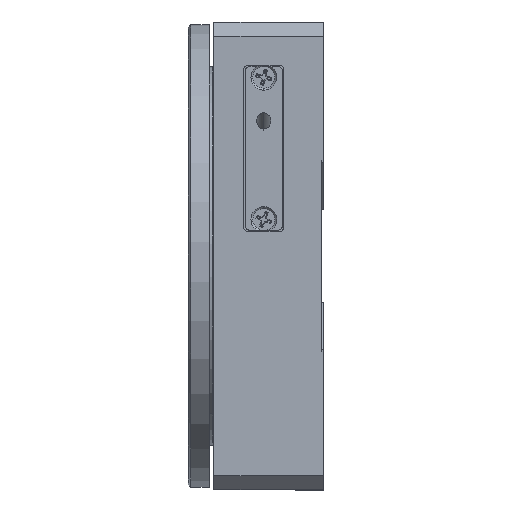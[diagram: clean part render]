
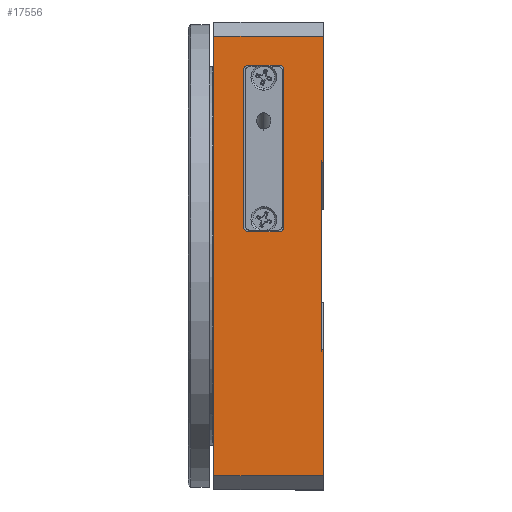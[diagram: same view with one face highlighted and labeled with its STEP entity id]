
A CAD part, left-side view. The second image highlights one B-rep face of the part: STEP entity #17556.
In plain terms, the highlighted planar face has unit normal (-1, 0, 0).
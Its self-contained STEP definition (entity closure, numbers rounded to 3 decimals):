
#90 = DIRECTION ( 'NONE',  ( 0., 0., 1. ) ) ;
#140 = DIRECTION ( 'NONE',  ( 1., 0., 0. ) ) ;
#204 = PLANE ( 'NONE',  #5538 ) ;
#312 = VECTOR ( 'NONE', #10887, 1000. ) ;
#460 = VERTEX_POINT ( 'NONE', #13319 ) ;
#584 = VECTOR ( 'NONE', #6069, 1000. ) ;
#641 = DIRECTION ( 'NONE',  ( 0., 0., -1. ) ) ;
#1086 = ORIENTED_EDGE ( 'NONE', *, *, #5004, .F. ) ;
#1200 = ORIENTED_EDGE ( 'NONE', *, *, #15932, .T. ) ;
#1312 = VECTOR ( 'NONE', #19881, 1000. ) ;
#1317 = VERTEX_POINT ( 'NONE', #8767 ) ;
#1730 = LINE ( 'NONE', #19527, #13329 ) ;
#1753 = CIRCLE ( 'NONE', #16469, 1. ) ;
#1898 = AXIS2_PLACEMENT_3D ( 'NONE', #3749, #2377, #641 ) ;
#2377 = DIRECTION ( 'NONE',  ( -1., 0., 0. ) ) ;
#2586 = EDGE_CURVE ( 'NONE', #17769, #460, #4913, .T. ) ;
#3380 = VERTEX_POINT ( 'NONE', #7165 ) ;
#3749 = CARTESIAN_POINT ( 'NONE',  ( -50., 16.1, 39.8 ) ) ;
#3952 = EDGE_CURVE ( 'NONE', #4840, #1317, #7825, .T. ) ;
#4109 = VERTEX_POINT ( 'NONE', #10907 ) ;
#4460 = CIRCLE ( 'NONE', #1898, 1. ) ;
#4531 = AXIS2_PLACEMENT_3D ( 'NONE', #13206, #8694, #7245 ) ;
#4539 = LINE ( 'NONE', #18571, #312 ) ;
#4556 = FACE_OUTER_BOUND ( 'NONE', #17689, .T. ) ;
#4679 = LINE ( 'NONE', #4739, #16794 ) ;
#4685 = EDGE_CURVE ( 'NONE', #15155, #3380, #14167, .T. ) ;
#4716 = CARTESIAN_POINT ( 'NONE',  ( -50., 16.1, 40.8 ) ) ;
#4739 = CARTESIAN_POINT ( 'NONE',  ( -50., 23.5, -47. ) ) ;
#4840 = VERTEX_POINT ( 'NONE', #10370 ) ;
#4913 = LINE ( 'NONE', #11018, #17773 ) ;
#4990 = LINE ( 'NONE', #9440, #14122 ) ;
#5004 = EDGE_CURVE ( 'NONE', #3380, #9207, #4539, .T. ) ;
#5109 = CARTESIAN_POINT ( 'NONE',  ( -50., 9.5, 39.8 ) ) ;
#5311 = CARTESIAN_POINT ( 'NONE',  ( -50., 17.1, 6.2 ) ) ;
#5485 = DIRECTION ( 'NONE',  ( 0., 0., -1. ) ) ;
#5501 = EDGE_CURVE ( 'NONE', #1317, #4109, #4990, .T. ) ;
#5538 = AXIS2_PLACEMENT_3D ( 'NONE', #19086, #140, #17553 ) ;
#5595 = CARTESIAN_POINT ( 'NONE',  ( -50., 0., -20. ) ) ;
#6069 = DIRECTION ( 'NONE',  ( 0., 0., -1. ) ) ;
#6072 = ORIENTED_EDGE ( 'NONE', *, *, #11503, .F. ) ;
#6107 = EDGE_CURVE ( 'NONE', #13216, #16437, #1753, .T. ) ;
#6256 = CIRCLE ( 'NONE', #18932, 1. ) ;
#6267 = DIRECTION ( 'NONE',  ( 0., -1., 0. ) ) ;
#6533 = DIRECTION ( 'NONE',  ( 0., -1., 0. ) ) ;
#6838 = EDGE_CURVE ( 'NONE', #16765, #13197, #4679, .T. ) ;
#7165 = CARTESIAN_POINT ( 'NONE',  ( -50., 0.5, -20. ) ) ;
#7245 = DIRECTION ( 'NONE',  ( 0., 0., -1. ) ) ;
#7300 = ORIENTED_EDGE ( 'NONE', *, *, #14445, .F. ) ;
#7365 = ORIENTED_EDGE ( 'NONE', *, *, #9736, .T. ) ;
#7415 = CARTESIAN_POINT ( 'NONE',  ( -50., 0.5, -20. ) ) ;
#7825 = LINE ( 'NONE', #14264, #13683 ) ;
#8131 = VERTEX_POINT ( 'NONE', #19136 ) ;
#8215 = CARTESIAN_POINT ( 'NONE',  ( -50., 0.5, 20. ) ) ;
#8333 = ORIENTED_EDGE ( 'NONE', *, *, #6107, .F. ) ;
#8360 = LINE ( 'NONE', #8215, #16740 ) ;
#8548 = DIRECTION ( 'NONE',  ( 0., 0., 1. ) ) ;
#8566 = ORIENTED_EDGE ( 'NONE', *, *, #3952, .T. ) ;
#8694 = DIRECTION ( 'NONE',  ( -1., 0., 0. ) ) ;
#8767 = CARTESIAN_POINT ( 'NONE',  ( -50., 0., 47. ) ) ;
#8773 = ORIENTED_EDGE ( 'NONE', *, *, #5501, .T. ) ;
#9186 = CARTESIAN_POINT ( 'NONE',  ( -50., 16.1, 40.8 ) ) ;
#9207 = VERTEX_POINT ( 'NONE', #5595 ) ;
#9388 = EDGE_CURVE ( 'NONE', #18206, #17769, #6256, .T. ) ;
#9440 = CARTESIAN_POINT ( 'NONE',  ( -50., 23.5, 47. ) ) ;
#9736 = EDGE_CURVE ( 'NONE', #13197, #9207, #16349, .T. ) ;
#10034 = DIRECTION ( 'NONE',  ( 0., 0., 1. ) ) ;
#10370 = CARTESIAN_POINT ( 'NONE',  ( -50., 0., 20. ) ) ;
#10887 = DIRECTION ( 'NONE',  ( 0., -1., 0. ) ) ;
#10907 = CARTESIAN_POINT ( 'NONE',  ( -50., 23.5, 47. ) ) ;
#11018 = CARTESIAN_POINT ( 'NONE',  ( -50., 16.1, 5.2 ) ) ;
#11266 = CARTESIAN_POINT ( 'NONE',  ( -50., 23.5, 50. ) ) ;
#11337 = LINE ( 'NONE', #4716, #16549 ) ;
#11503 = EDGE_CURVE ( 'NONE', #460, #18477, #18739, .T. ) ;
#11619 = CARTESIAN_POINT ( 'NONE',  ( -50., 17.1, 6.2 ) ) ;
#11800 = ORIENTED_EDGE ( 'NONE', *, *, #14413, .F. ) ;
#11863 = CARTESIAN_POINT ( 'NONE',  ( -50., 8.5, 39.8 ) ) ;
#11950 = LINE ( 'NONE', #11266, #19652 ) ;
#12088 = DIRECTION ( 'NONE',  ( 0., 0., -1. ) ) ;
#12508 = DIRECTION ( 'NONE',  ( 0., 1., 0. ) ) ;
#13197 = VERTEX_POINT ( 'NONE', #16640 ) ;
#13206 = CARTESIAN_POINT ( 'NONE',  ( -50., 9.5, 6.2 ) ) ;
#13216 = VERTEX_POINT ( 'NONE', #11863 ) ;
#13319 = CARTESIAN_POINT ( 'NONE',  ( -50., 9.5, 5.2 ) ) ;
#13329 = VECTOR ( 'NONE', #8548, 1000. ) ;
#13487 = CARTESIAN_POINT ( 'NONE',  ( -50., 0., 50. ) ) ;
#13643 = DIRECTION ( 'NONE',  ( -1., 0., 0. ) ) ;
#13683 = VECTOR ( 'NONE', #90, 1000. ) ;
#14122 = VECTOR ( 'NONE', #14198, 1000. ) ;
#14123 = EDGE_CURVE ( 'NONE', #8131, #18206, #16067, .T. ) ;
#14167 = LINE ( 'NONE', #7415, #584 ) ;
#14186 = DIRECTION ( 'NONE',  ( -1., 0., 0. ) ) ;
#14198 = DIRECTION ( 'NONE',  ( 0., 1., 0. ) ) ;
#14264 = CARTESIAN_POINT ( 'NONE',  ( -50., 0., 50. ) ) ;
#14363 = ORIENTED_EDGE ( 'NONE', *, *, #14123, .F. ) ;
#14413 = EDGE_CURVE ( 'NONE', #18550, #8131, #4460, .T. ) ;
#14445 = EDGE_CURVE ( 'NONE', #18477, #13216, #1730, .T. ) ;
#14585 = ORIENTED_EDGE ( 'NONE', *, *, #17529, .F. ) ;
#15155 = VERTEX_POINT ( 'NONE', #16857 ) ;
#15331 = CARTESIAN_POINT ( 'NONE',  ( -50., 23.5, -47. ) ) ;
#15522 = DIRECTION ( 'NONE',  ( 0., 0., 1. ) ) ;
#15932 = EDGE_CURVE ( 'NONE', #15155, #4840, #8360, .T. ) ;
#16067 = LINE ( 'NONE', #11619, #20076 ) ;
#16349 = LINE ( 'NONE', #13487, #1312 ) ;
#16378 = ORIENTED_EDGE ( 'NONE', *, *, #9388, .F. ) ;
#16437 = VERTEX_POINT ( 'NONE', #17415 ) ;
#16469 = AXIS2_PLACEMENT_3D ( 'NONE', #5109, #13643, #12088 ) ;
#16549 = VECTOR ( 'NONE', #12508, 1000. ) ;
#16640 = CARTESIAN_POINT ( 'NONE',  ( -50., 0., -47. ) ) ;
#16649 = ORIENTED_EDGE ( 'NONE', *, *, #4685, .F. ) ;
#16740 = VECTOR ( 'NONE', #6533, 1000. ) ;
#16765 = VERTEX_POINT ( 'NONE', #15331 ) ;
#16794 = VECTOR ( 'NONE', #6267, 1000. ) ;
#16807 = CARTESIAN_POINT ( 'NONE',  ( -50., 16.1, 5.2 ) ) ;
#16857 = CARTESIAN_POINT ( 'NONE',  ( -50., 0.5, 20. ) ) ;
#17133 = ORIENTED_EDGE ( 'NONE', *, *, #6838, .T. ) ;
#17366 = EDGE_LOOP ( 'NONE', ( #19109, #8333, #7300, #6072, #17782, #16378, #14363, #11800 ) ) ;
#17415 = CARTESIAN_POINT ( 'NONE',  ( -50., 9.5, 40.8 ) ) ;
#17529 = EDGE_CURVE ( 'NONE', #16765, #4109, #11950, .T. ) ;
#17553 = DIRECTION ( 'NONE',  ( 0., 0., -1. ) ) ;
#17556 = ADVANCED_FACE ( 'NONE', ( #19141, #4556 ), #204, .F. ) ;
#17689 = EDGE_LOOP ( 'NONE', ( #16649, #1200, #8566, #8773, #14585, #17133, #7365, #1086 ) ) ;
#17769 = VERTEX_POINT ( 'NONE', #16807 ) ;
#17773 = VECTOR ( 'NONE', #18702, 1000. ) ;
#17782 = ORIENTED_EDGE ( 'NONE', *, *, #2586, .F. ) ;
#18206 = VERTEX_POINT ( 'NONE', #5311 ) ;
#18477 = VERTEX_POINT ( 'NONE', #20118 ) ;
#18550 = VERTEX_POINT ( 'NONE', #9186 ) ;
#18571 = CARTESIAN_POINT ( 'NONE',  ( -50., 0.5, -20. ) ) ;
#18630 = CARTESIAN_POINT ( 'NONE',  ( -50., 16.1, 6.2 ) ) ;
#18702 = DIRECTION ( 'NONE',  ( 0., -1., 0. ) ) ;
#18739 = CIRCLE ( 'NONE', #4531, 1. ) ;
#18932 = AXIS2_PLACEMENT_3D ( 'NONE', #18630, #14186, #15522 ) ;
#19086 = CARTESIAN_POINT ( 'NONE',  ( -50., 23.5, 50. ) ) ;
#19109 = ORIENTED_EDGE ( 'NONE', *, *, #20234, .F. ) ;
#19136 = CARTESIAN_POINT ( 'NONE',  ( -50., 17.1, 39.8 ) ) ;
#19141 = FACE_BOUND ( 'NONE', #17366, .T. ) ;
#19527 = CARTESIAN_POINT ( 'NONE',  ( -50., 8.5, 6.2 ) ) ;
#19652 = VECTOR ( 'NONE', #10034, 1000. ) ;
#19881 = DIRECTION ( 'NONE',  ( 0., 0., 1. ) ) ;
#20076 = VECTOR ( 'NONE', #5485, 1000. ) ;
#20118 = CARTESIAN_POINT ( 'NONE',  ( -50., 8.5, 6.2 ) ) ;
#20234 = EDGE_CURVE ( 'NONE', #16437, #18550, #11337, .T. ) ;
